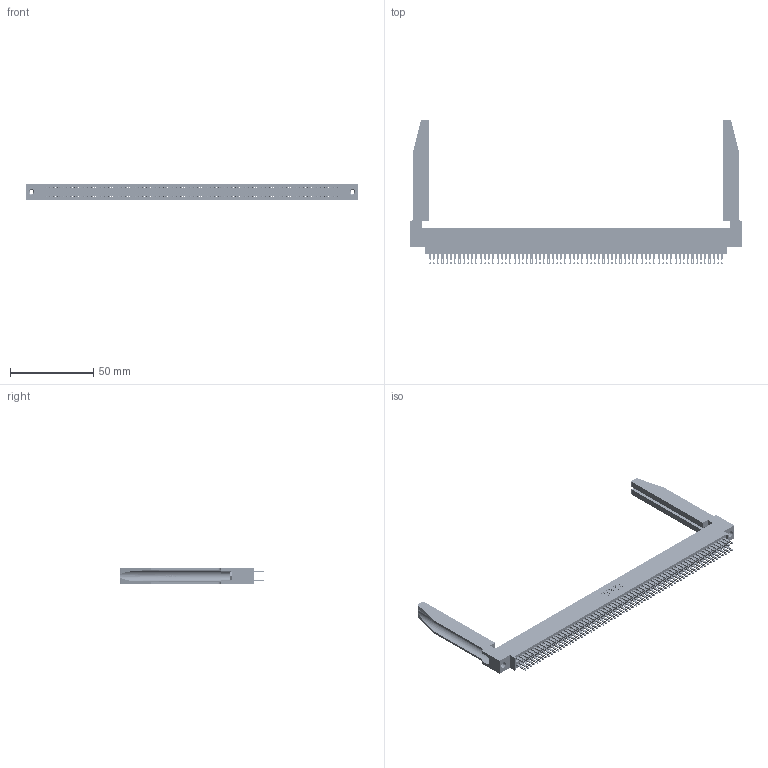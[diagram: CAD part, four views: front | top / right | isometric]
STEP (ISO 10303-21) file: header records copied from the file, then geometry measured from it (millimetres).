
FILE_DESCRIPTION (( 'STEP AP203' ), '1' );
FILE_NAME ('345-140-500-878.STEP', '2019-11-08T19:02:27', ( '' ), ( '' ), 'SwSTEP 2.0', 'SolidWorks 2016', '' );
FILE_SCHEMA (( 'CONFIG_CONTROL_DESIGN' ));
Length unit declared in the file: inch
Products named in the file (5): 345-250-001_345-250-001-102; 345-140-500-878; 345 Part_0.170 Offset - 0.156 Dia-TH; 345-292-001_345-293-100; 345-220-078_345-220-078
Assembly tree (145 placements, depth 2):
  345-140-500-878
    345 Part_0.170 Offset - 0.156 Dia-TH
    345-292-001_345-293-100  x140
    345-250-001_345-250-001-102  x2
    345-220-078_345-220-078  x2
Bounding box: 199.03 x 86.79 x 9.4 mm (x, y, z)
Volume: 27679.2 mm3; surface area: 38380.6 mm2
Topology: 145 solids, 145 shells, 6804 faces, 20701 edges, 13790 vertices
Faces by surface type: plane 4006, cylinder 2746, bspline 36, cone 12, torus 4
Entity records: 55956 total; most frequent: CARTESIAN_POINT 10271, ORIENTED_EDGE 9102, DIRECTION 8017, EDGE_CURVE 4551, VECTOR 4041, LINE 4041, VERTEX_POINT 3028, AXIS2_PLACEMENT_3D 1988
